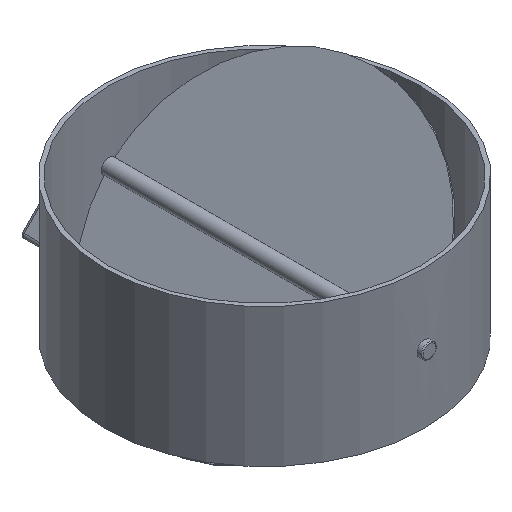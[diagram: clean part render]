
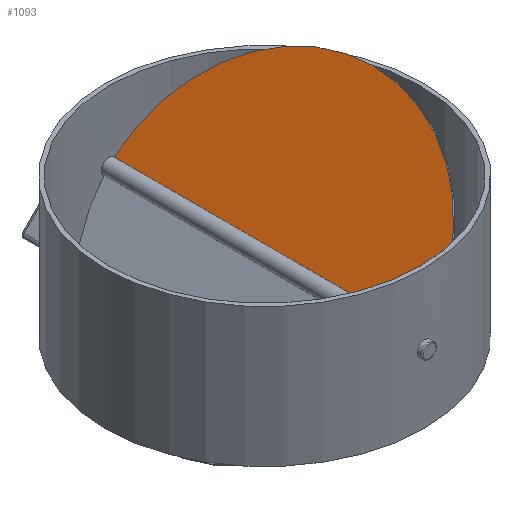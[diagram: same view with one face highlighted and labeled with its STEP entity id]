
A CAD part, isometric view. The second image highlights one B-rep face of the part: STEP entity #1093.
In plain terms, the highlighted planar face has unit normal (-0.707, 0, 0.707).
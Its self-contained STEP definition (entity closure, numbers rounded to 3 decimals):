
#7 = DIRECTION ( 'NONE',  ( -0.707, 0., -0.707 ) ) ;
#14 = DIRECTION ( 'NONE',  ( 0., -1., 0. ) ) ;
#115 = VERTEX_POINT ( 'NONE', #131 ) ;
#131 = CARTESIAN_POINT ( 'NONE',  ( 4.549, -156.234, 75.963 ) ) ;
#137 = DIRECTION ( 'NONE',  ( -0.707, 0., -0.707 ) ) ;
#209 = VECTOR ( 'NONE', #14, 1000. ) ;
#223 = AXIS2_PLACEMENT_3D ( 'NONE', #1145, #763, #137 ) ;
#326 = CARTESIAN_POINT ( 'NONE',  ( -0.707, 0., 70.707 ) ) ;
#390 = EDGE_LOOP ( 'NONE', ( #1066, #654 ) ) ;
#420 = LINE ( 'NONE', #943, #209 ) ;
#598 = AXIS2_PLACEMENT_3D ( 'NONE', #326, #1127, #7 ) ;
#654 = ORIENTED_EDGE ( 'NONE', *, *, #1004, .T. ) ;
#763 = DIRECTION ( 'NONE',  ( 0.707, 0., -0.707 ) ) ;
#943 = CARTESIAN_POINT ( 'NONE',  ( 4.549, 196.5, 75.963 ) ) ;
#1004 = EDGE_CURVE ( 'NONE', #1040, #115, #420, .T. ) ;
#1040 = VERTEX_POINT ( 'NONE', #1243 ) ;
#1066 = ORIENTED_EDGE ( 'NONE', *, *, #1214, .F. ) ;
#1077 = CIRCLE ( 'NONE', #223, 156.411 ) ;
#1093 = ADVANCED_FACE ( 'NONE', ( #1188 ), #1136, .F. ) ;
#1127 = DIRECTION ( 'NONE',  ( 0.707, 0., -0.707 ) ) ;
#1136 = PLANE ( 'NONE',  #598 ) ;
#1145 = CARTESIAN_POINT ( 'NONE',  ( -0.707, 0., 70.707 ) ) ;
#1188 = FACE_OUTER_BOUND ( 'NONE', #390, .T. ) ;
#1214 = EDGE_CURVE ( 'NONE', #1040, #115, #1077, .T. ) ;
#1243 = CARTESIAN_POINT ( 'NONE',  ( 4.549, 156.234, 75.963 ) ) ;
